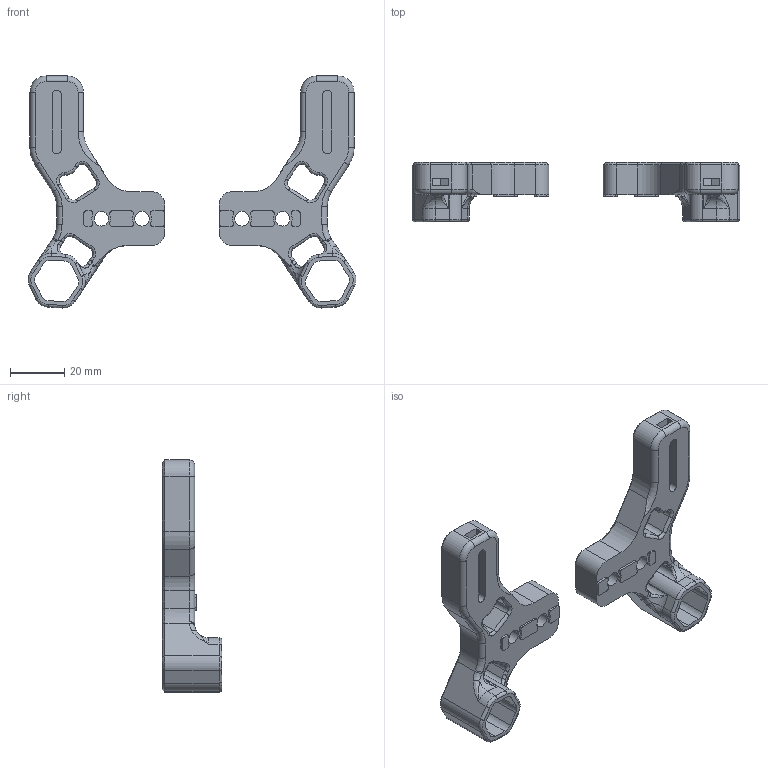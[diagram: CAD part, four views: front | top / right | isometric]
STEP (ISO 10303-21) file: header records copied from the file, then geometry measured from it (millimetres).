
FILE_DESCRIPTION(/* description */ (''),/* implementation_level */ '2;1');
FILE_NAME(/* name */ 'Z Bearing Retainer.step',/* time_stamp */ '2022-04-05T20:10:58-03:00',/* author */ (''),/* organization */ (''),/* preprocessor_version */ 'ST-DEVELOPER v18.1',/* originating_system */ 'Autodesk Translation Framework v10.14.0.1471',/* authorisation */ '');
FILE_SCHEMA (('AUTOMOTIVE_DESIGN { 1 0 10303 214 3 1 1 }'));
Length unit declared in the file: millimetre
Products named in the file (1):  Assembly_Z Bearing Retainer B
Bounding box: 121.15 x 22 x 85.74 mm (x, y, z)
Volume: 42086.3 mm3; surface area: 19956 mm2
Topology: 2 solids, 2 shells, 438 faces, 1070 edges, 634 vertices
Faces by surface type: plane 164, cylinder 150, cone 62, torus 42, bspline 20
Full cylindrical faces by diameter (mm): 5.4 x4
Entity records: 13495 total; most frequent: CARTESIAN_POINT 3007, DIRECTION 2294, ORIENTED_EDGE 2124, EDGE_CURVE 1062, AXIS2_PLACEMENT_3D 841, VERTEX_POINT 634, LINE 612, VECTOR 612
